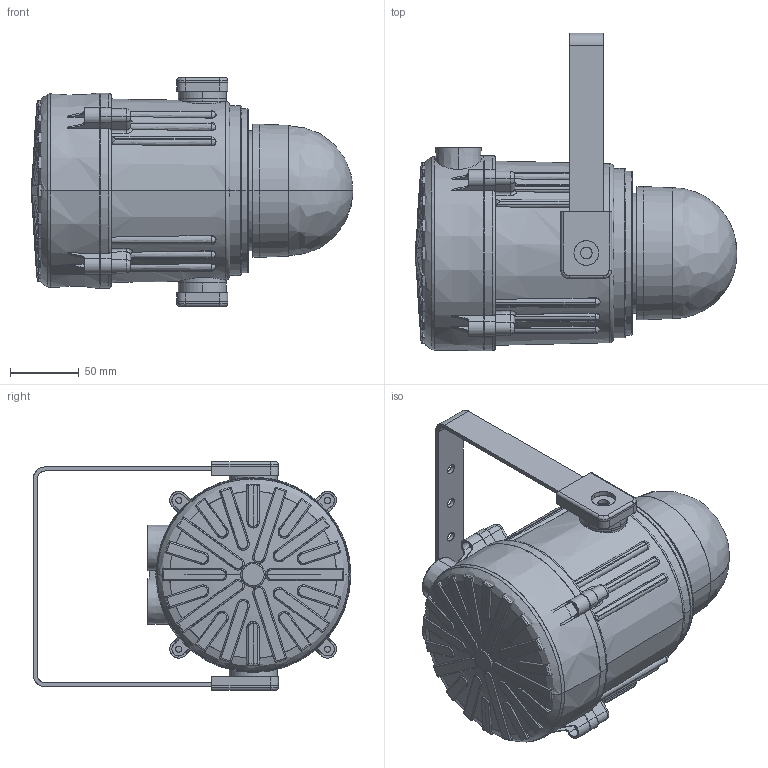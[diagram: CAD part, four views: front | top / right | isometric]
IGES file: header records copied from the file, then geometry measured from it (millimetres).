
Start section: SolidWorks IGES file using analytic representation for surfaces
Global section: file name: SK0072-3D_Issue_A1.IGS; native system: SolidWorks 2017; preprocessor: SolidWorks 2017; author: richard.potts; date: 170321.102343; units: millimetre
Bounding box: 233.76 x 231.09 x 166.2 mm (x, y, z)
Surface area: 200698.9 mm2 (no closed solid volume)
Topology: 0 solids, 0 shells, 672 faces, 9247 edges, 9244 vertices
Faces by surface type: bspline 421, revolution 251
